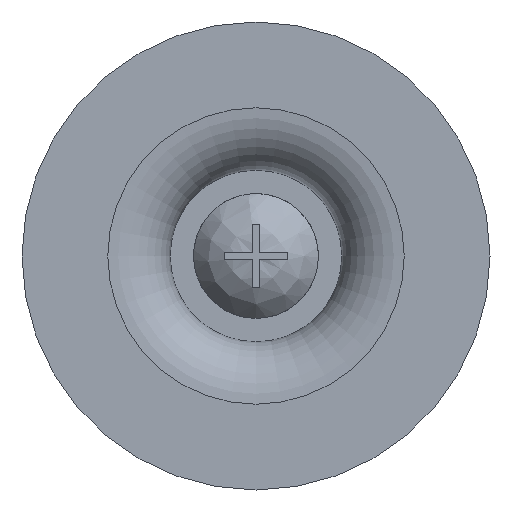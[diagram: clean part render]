
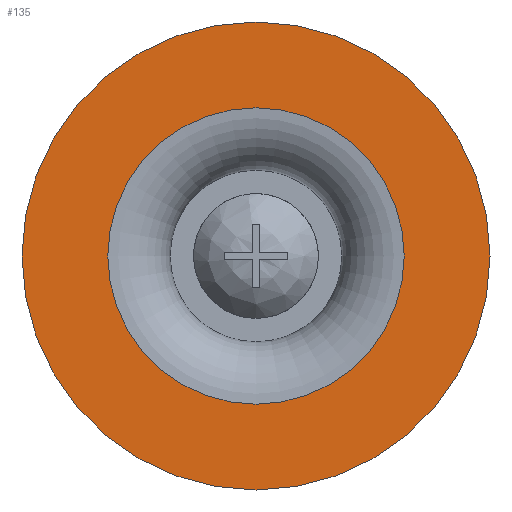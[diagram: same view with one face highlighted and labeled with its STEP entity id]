
A CAD part, front view. The second image highlights one B-rep face of the part: STEP entity #135.
In plain terms, the highlighted planar face has unit normal (0, -1, 0).
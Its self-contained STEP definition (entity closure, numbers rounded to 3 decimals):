
#135 = ADVANCED_FACE( '', ( #286, #287 ), #288, .F. );
#286 = FACE_BOUND( '', #475, .T. );
#287 = FACE_OUTER_BOUND( '', #476, .T. );
#288 = PLANE( '', #477 );
#475 = EDGE_LOOP( '', ( #782 ) );
#476 = EDGE_LOOP( '', ( #783 ) );
#477 = AXIS2_PLACEMENT_3D( '', #784, #785, #786 );
#782 = ORIENTED_EDGE( '', *, *, #936, .F. );
#783 = ORIENTED_EDGE( '', *, *, #990, .T. );
#784 = CARTESIAN_POINT( '', ( 15., 0., 0. ) );
#785 = DIRECTION( '', ( 0., 1., 0. ) );
#786 = DIRECTION( '', ( 0., 0., 1. ) );
#936 = EDGE_CURVE( '', #1114, #1114, #1115, .T. );
#990 = EDGE_CURVE( '', #1184, #1184, #1185, .T. );
#1114 = VERTEX_POINT( '', #1459 );
#1115 = CIRCLE( '', #1460, 9.5 );
#1184 = VERTEX_POINT( '', #1566 );
#1185 = CIRCLE( '', #1567, 15. );
#1459 = CARTESIAN_POINT( '', ( 0., 0., -9.5 ) );
#1460 = AXIS2_PLACEMENT_3D( '', #1632, #1633, #1634 );
#1566 = CARTESIAN_POINT( '', ( 0., 0., -15. ) );
#1567 = AXIS2_PLACEMENT_3D( '', #1687, #1688, #1689 );
#1632 = CARTESIAN_POINT( '', ( 0., 0., 0. ) );
#1633 = DIRECTION( '', ( 0., -1., 0. ) );
#1634 = DIRECTION( '', ( 0., 0., -1. ) );
#1687 = CARTESIAN_POINT( '', ( 0., 0., 0. ) );
#1688 = DIRECTION( '', ( 0., -1., 0. ) );
#1689 = DIRECTION( '', ( 0., 0., -1. ) );
